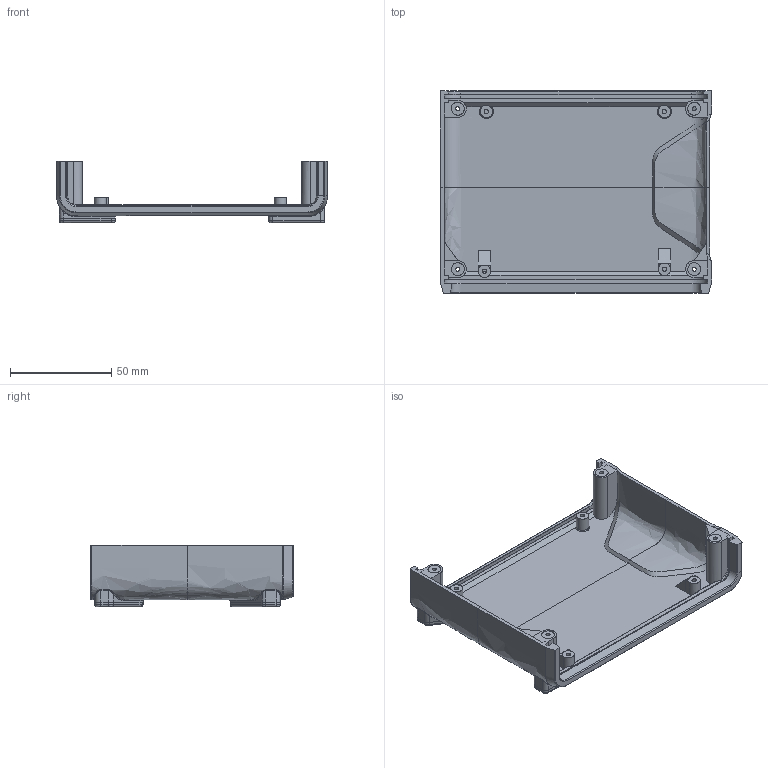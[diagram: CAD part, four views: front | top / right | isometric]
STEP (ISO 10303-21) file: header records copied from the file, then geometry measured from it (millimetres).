
FILE_DESCRIPTION (( 'STEP AP214' ), '1' );
FILE_NAME ('carcasa VDA V3 inferior.STEP', '2025-03-16T10:01:35', ( '' ), ( '' ), 'SwSTEP 2.0', 'SolidWorks 2020', '' );
FILE_SCHEMA (( 'AUTOMOTIVE_DESIGN' ));
Length unit declared in the file: millimetre
Products named in the file (1): carcasa VDA V3 inferior
Bounding box: 134 x 100.08 x 30.48 mm (x, y, z)
Surface area: 45329.1 mm2 (no closed solid volume)
Topology: 0 solids, 1 shells, 416 faces, 1051 edges, 650 vertices
Faces by surface type: cylinder 154, bspline 135, plane 127
Entity records: 20757 total; most frequent: CARTESIAN_POINT 13587, ORIENTED_EDGE 2064, EDGE_CURVE 1051, B_SPLINE_CURVE_WITH_KNOTS 913, VERTEX_POINT 650, DIRECTION 569, EDGE_LOOP 440, FACE_OUTER_BOUND 416
